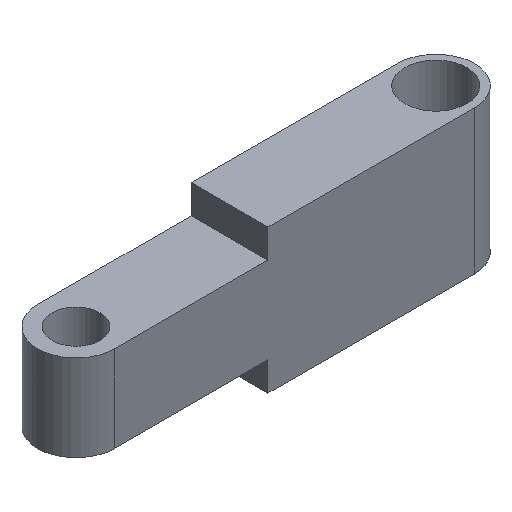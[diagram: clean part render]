
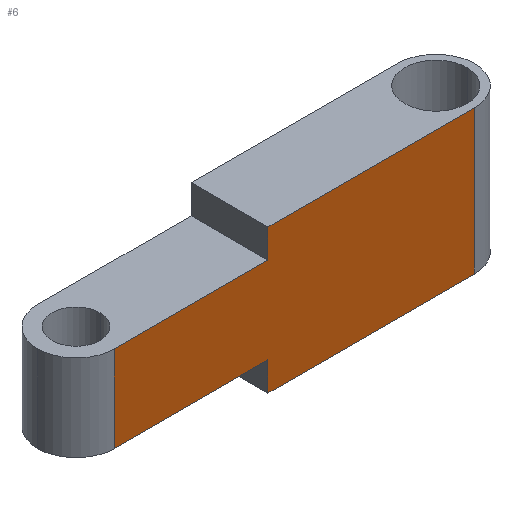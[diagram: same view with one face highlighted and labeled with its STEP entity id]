
A CAD part, isometric view. The second image highlights one B-rep face of the part: STEP entity #6.
In plain terms, the highlighted planar face has unit normal (0, -1, 0).
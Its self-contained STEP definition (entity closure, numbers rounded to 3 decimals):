
#6 = ADVANCED_FACE ( 'NONE', ( #329 ), #207, .F. ) ;
#12 = EDGE_CURVE ( 'NONE', #567, #259, #408, .T. ) ;
#52 = VECTOR ( 'NONE', #121, 1000. ) ;
#78 = CARTESIAN_POINT ( 'NONE',  ( -75., -16., 48. ) ) ;
#82 = VECTOR ( 'NONE', #597, 1000. ) ;
#85 = DIRECTION ( 'NONE',  ( 1., 0., 0. ) ) ;
#91 = DIRECTION ( 'NONE',  ( 0., 0., 1. ) ) ;
#93 = ORIENTED_EDGE ( 'NONE', *, *, #339, .T. ) ;
#108 = ORIENTED_EDGE ( 'NONE', *, *, #572, .F. ) ;
#114 = CARTESIAN_POINT ( 'NONE',  ( 75., -16., 60. ) ) ;
#121 = DIRECTION ( 'NONE',  ( 1., 0., 0. ) ) ;
#122 = EDGE_CURVE ( 'NONE', #256, #567, #473, .T. ) ;
#155 = LINE ( 'NONE', #625, #170 ) ;
#163 = ORIENTED_EDGE ( 'NONE', *, *, #502, .T. ) ;
#170 = VECTOR ( 'NONE', #85, 1000. ) ;
#174 = CARTESIAN_POINT ( 'NONE',  ( -75., -16., 60. ) ) ;
#183 = VECTOR ( 'NONE', #530, 1000. ) ;
#193 = CARTESIAN_POINT ( 'NONE',  ( -11., -16., 60. ) ) ;
#207 = PLANE ( 'NONE',  #487 ) ;
#211 = CARTESIAN_POINT ( 'NONE',  ( -11., -16., 48. ) ) ;
#224 = VERTEX_POINT ( 'NONE', #395 ) ;
#228 = CARTESIAN_POINT ( 'NONE',  ( -11., -16., 48. ) ) ;
#230 = VECTOR ( 'NONE', #563, 1000. ) ;
#242 = VECTOR ( 'NONE', #311, 1000. ) ;
#247 = DIRECTION ( 'NONE',  ( 0., 1., 0. ) ) ;
#256 = VERTEX_POINT ( 'NONE', #193 ) ;
#257 = DIRECTION ( 'NONE',  ( -1., 0., 0. ) ) ;
#259 = VERTEX_POINT ( 'NONE', #592 ) ;
#263 = CARTESIAN_POINT ( 'NONE',  ( -75., -16., 12. ) ) ;
#267 = LINE ( 'NONE', #413, #366 ) ;
#289 = EDGE_LOOP ( 'NONE', ( #163, #385, #587, #454, #108, #622, #445, #93 ) ) ;
#292 = VECTOR ( 'NONE', #91, 1000. ) ;
#301 = CARTESIAN_POINT ( 'NONE',  ( -75., -16., 60. ) ) ;
#311 = DIRECTION ( 'NONE',  ( 0., 0., -1. ) ) ;
#314 = LINE ( 'NONE', #318, #183 ) ;
#318 = CARTESIAN_POINT ( 'NONE',  ( -75., -16., 60. ) ) ;
#329 = FACE_OUTER_BOUND ( 'NONE', #289, .T. ) ;
#334 = EDGE_CURVE ( 'NONE', #586, #347, #584, .T. ) ;
#339 = EDGE_CURVE ( 'NONE', #548, #224, #346, .T. ) ;
#346 = LINE ( 'NONE', #511, #82 ) ;
#347 = VERTEX_POINT ( 'NONE', #211 ) ;
#366 = VECTOR ( 'NONE', #418, 1000. ) ;
#378 = CARTESIAN_POINT ( 'NONE',  ( 75., -16., 60. ) ) ;
#385 = ORIENTED_EDGE ( 'NONE', *, *, #554, .T. ) ;
#395 = CARTESIAN_POINT ( 'NONE',  ( -11., -16., 12. ) ) ;
#408 = LINE ( 'NONE', #114, #242 ) ;
#413 = CARTESIAN_POINT ( 'NONE',  ( -11., -16., 12. ) ) ;
#418 = DIRECTION ( 'NONE',  ( 0., 0., -1. ) ) ;
#439 = EDGE_CURVE ( 'NONE', #586, #548, #314, .T. ) ;
#445 = ORIENTED_EDGE ( 'NONE', *, *, #439, .T. ) ;
#454 = ORIENTED_EDGE ( 'NONE', *, *, #122, .F. ) ;
#473 = LINE ( 'NONE', #174, #230 ) ;
#487 = AXIS2_PLACEMENT_3D ( 'NONE', #301, #247, #257 ) ;
#502 = EDGE_CURVE ( 'NONE', #224, #560, #267, .T. ) ;
#511 = CARTESIAN_POINT ( 'NONE',  ( -75., -16., 12. ) ) ;
#530 = DIRECTION ( 'NONE',  ( 0., 0., -1. ) ) ;
#538 = CARTESIAN_POINT ( 'NONE',  ( -11., -16., 0. ) ) ;
#548 = VERTEX_POINT ( 'NONE', #263 ) ;
#554 = EDGE_CURVE ( 'NONE', #560, #259, #155, .T. ) ;
#560 = VERTEX_POINT ( 'NONE', #538 ) ;
#562 = CARTESIAN_POINT ( 'NONE',  ( -75., -16., 48. ) ) ;
#563 = DIRECTION ( 'NONE',  ( 1., 0., 0. ) ) ;
#567 = VERTEX_POINT ( 'NONE', #378 ) ;
#572 = EDGE_CURVE ( 'NONE', #347, #256, #618, .T. ) ;
#584 = LINE ( 'NONE', #562, #52 ) ;
#586 = VERTEX_POINT ( 'NONE', #78 ) ;
#587 = ORIENTED_EDGE ( 'NONE', *, *, #12, .F. ) ;
#592 = CARTESIAN_POINT ( 'NONE',  ( 75., -16., 0. ) ) ;
#597 = DIRECTION ( 'NONE',  ( 1., 0., 0. ) ) ;
#618 = LINE ( 'NONE', #228, #292 ) ;
#622 = ORIENTED_EDGE ( 'NONE', *, *, #334, .F. ) ;
#625 = CARTESIAN_POINT ( 'NONE',  ( -75., -16., 0. ) ) ;
